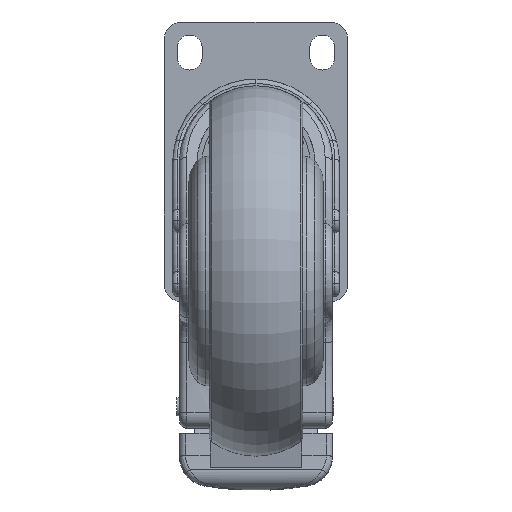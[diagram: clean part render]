
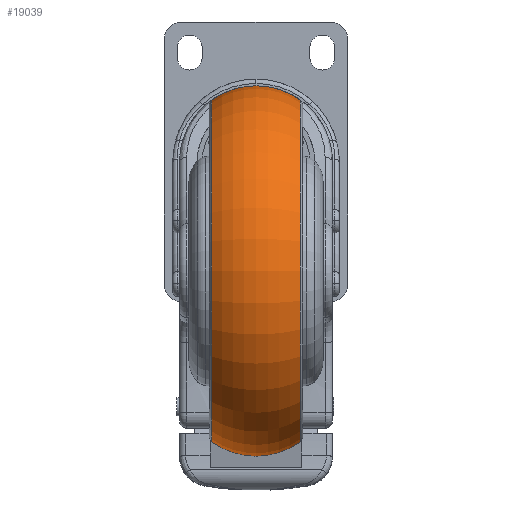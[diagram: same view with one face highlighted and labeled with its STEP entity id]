
A CAD part, front view. The second image highlights one B-rep face of the part: STEP entity #19039.
In plain terms, the highlighted toroidal (fillet/blend) face has major radius 37.6 mm and minor radius 25.9 mm.
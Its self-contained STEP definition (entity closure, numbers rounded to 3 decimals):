
#250 = DIRECTION ( 'NONE',  ( 0., 0., 1. ) ) ;
#394 = VERTEX_POINT ( 'NONE', #20472 ) ;
#2146 = ORIENTED_EDGE ( 'NONE', *, *, #10339, .F. ) ;
#2347 = DIRECTION ( 'NONE',  ( 0., 0., -1. ) ) ;
#3606 = CARTESIAN_POINT ( 'NONE',  ( 0., 0., -37.6 ) ) ;
#4342 = TOROIDAL_SURFACE ( 'NONE', #17084, 37.6, 25.9 ) ;
#5798 = CIRCLE ( 'NONE', #18547, 25.9 ) ;
#5983 = CARTESIAN_POINT ( 'NONE',  ( 0., 0., 0. ) ) ;
#6030 = CARTESIAN_POINT ( 'NONE',  ( 15.172, 0., 0. ) ) ;
#6257 = AXIS2_PLACEMENT_3D ( 'NONE', #6030, #12990, #19951 ) ;
#6534 = EDGE_CURVE ( 'NONE', #9443, #21619, #9666, .T. ) ;
#7696 = FACE_OUTER_BOUND ( 'NONE', #12789, .T. ) ;
#8080 = CIRCLE ( 'NONE', #20853, 25.9 ) ;
#8880 = CARTESIAN_POINT ( 'NONE',  ( 0., 0., 37.6 ) ) ;
#9347 = EDGE_CURVE ( 'NONE', #15837, #394, #16085, .T. ) ;
#9443 = VERTEX_POINT ( 'NONE', #20737 ) ;
#9666 = CIRCLE ( 'NONE', #22417, 58.591 ) ;
#10339 = EDGE_CURVE ( 'NONE', #9443, #15837, #8080, .T. ) ;
#10551 = DIRECTION ( 'NONE',  ( 0., -1., 0. ) ) ;
#10997 = CARTESIAN_POINT ( 'NONE',  ( -15.172, 0., 0. ) ) ;
#12789 = EDGE_LOOP ( 'NONE', ( #2146, #18966, #16127, #14531 ) ) ;
#12949 = DIRECTION ( 'NONE',  ( 1., 0., 0. ) ) ;
#12990 = DIRECTION ( 'NONE',  ( 1., 0., 0. ) ) ;
#14531 = ORIENTED_EDGE ( 'NONE', *, *, #9347, .F. ) ;
#15837 = VERTEX_POINT ( 'NONE', #16067 ) ;
#15844 = DIRECTION ( 'NONE',  ( 0., 1., 0. ) ) ;
#16067 = CARTESIAN_POINT ( 'NONE',  ( 15.172, 0., 58.591 ) ) ;
#16085 = CIRCLE ( 'NONE', #6257, 58.591 ) ;
#16127 = ORIENTED_EDGE ( 'NONE', *, *, #18864, .T. ) ;
#17084 = AXIS2_PLACEMENT_3D ( 'NONE', #5983, #12949, #19916 ) ;
#17515 = DIRECTION ( 'NONE',  ( 0., 0., -1. ) ) ;
#17969 = DIRECTION ( 'NONE',  ( 1., 0., 0. ) ) ;
#18547 = AXIS2_PLACEMENT_3D ( 'NONE', #3606, #10551, #17515 ) ;
#18864 = EDGE_CURVE ( 'NONE', #21619, #394, #5798, .T. ) ;
#18961 = CARTESIAN_POINT ( 'NONE',  ( -15.172, 0., -58.591 ) ) ;
#18966 = ORIENTED_EDGE ( 'NONE', *, *, #6534, .T. ) ;
#19039 = ADVANCED_FACE ( 'NONE', ( #7696 ), #4342, .T. ) ;
#19916 = DIRECTION ( 'NONE',  ( 0., 0., -1. ) ) ;
#19951 = DIRECTION ( 'NONE',  ( 0., 0., -1. ) ) ;
#20472 = CARTESIAN_POINT ( 'NONE',  ( 15.172, 0., -58.591 ) ) ;
#20737 = CARTESIAN_POINT ( 'NONE',  ( -15.172, 0., 58.591 ) ) ;
#20853 = AXIS2_PLACEMENT_3D ( 'NONE', #8880, #15844, #250 ) ;
#21619 = VERTEX_POINT ( 'NONE', #18961 ) ;
#22417 = AXIS2_PLACEMENT_3D ( 'NONE', #10997, #17969, #2347 ) ;
